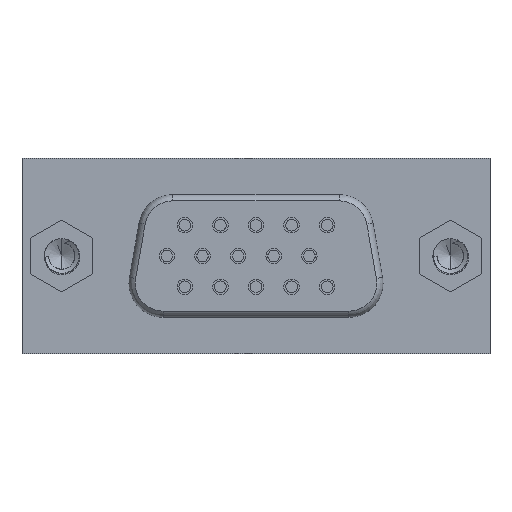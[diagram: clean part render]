
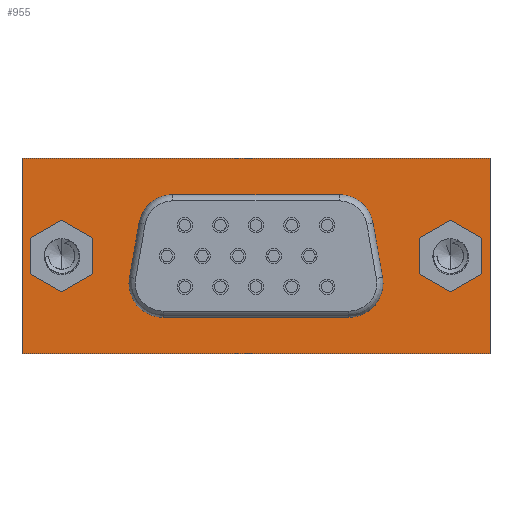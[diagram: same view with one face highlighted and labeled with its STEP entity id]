
A CAD part, front view. The second image highlights one B-rep face of the part: STEP entity #955.
In plain terms, the highlighted planar face has unit normal (0, -1, 0).
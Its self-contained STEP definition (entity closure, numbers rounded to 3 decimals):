
#111=CARTESIAN_POINT('',(1.581,7.2,-2.743));
#112=VERTEX_POINT('',#111);
#119=CARTESIAN_POINT('',(0.964,7.2,-6.243));
#120=VERTEX_POINT('',#119);
#121=CARTESIAN_POINT('',(0.964,7.2,-6.243));
#122=DIRECTION('',(0.174,0.,0.985));
#123=VECTOR('',#122,3.554);
#124=LINE('',#121,#123);
#125=EDGE_CURVE('',#120,#112,#124,.T.);
#209=CARTESIAN_POINT('',(3.13,7.2,-8.825));
#210=VERTEX_POINT('',#209);
#211=CARTESIAN_POINT('',(3.13,7.2,-6.625));
#212=DIRECTION('',(0.,0.,-1.));
#213=DIRECTION('',(0.,1.,0.));
#214=AXIS2_PLACEMENT_3D('',#211,#213,#212);
#215=CIRCLE('',#214,2.2);
#216=EDGE_CURVE('',#210,#120,#215,.T.);
#233=CARTESIAN_POINT('',(3.747,7.2,-0.925));
#234=VERTEX_POINT('',#233);
#241=CARTESIAN_POINT('',(3.747,7.2,-3.125));
#242=DIRECTION('',(-0.985,0.,0.174));
#243=DIRECTION('',(0.,1.,0.));
#244=AXIS2_PLACEMENT_3D('',#241,#243,#242);
#245=CIRCLE('',#244,2.2);
#246=EDGE_CURVE('',#112,#234,#245,.T.);
#325=CARTESIAN_POINT('',(15.07,7.2,-8.825));
#326=VERTEX_POINT('',#325);
#327=CARTESIAN_POINT('',(15.07,7.2,-8.825));
#328=DIRECTION('',(-1.,0.,0.));
#329=VECTOR('',#328,11.94);
#330=LINE('',#327,#329);
#331=EDGE_CURVE('',#326,#210,#330,.T.);
#348=CARTESIAN_POINT('',(14.453,7.2,-0.925));
#349=VERTEX_POINT('',#348);
#356=CARTESIAN_POINT('',(3.747,7.2,-0.925));
#357=DIRECTION('',(1.,0.,0.));
#358=VECTOR('',#357,10.706);
#359=LINE('',#356,#358);
#360=EDGE_CURVE('',#234,#349,#359,.T.);
#429=CARTESIAN_POINT('',(17.237,7.2,-6.243));
#430=VERTEX_POINT('',#429);
#431=CARTESIAN_POINT('',(15.07,7.2,-6.625));
#432=DIRECTION('',(0.985,0.,0.174));
#433=DIRECTION('',(0.,1.,0.));
#434=AXIS2_PLACEMENT_3D('',#431,#433,#432);
#435=CIRCLE('',#434,2.2);
#436=EDGE_CURVE('',#430,#326,#435,.T.);
#453=CARTESIAN_POINT('',(16.62,7.2,-2.743));
#454=VERTEX_POINT('',#453);
#461=CARTESIAN_POINT('',(14.453,7.2,-3.125));
#462=DIRECTION('',(0.,0.,1.));
#463=DIRECTION('',(0.,1.,0.));
#464=AXIS2_PLACEMENT_3D('',#461,#463,#462);
#465=CIRCLE('',#464,2.2);
#466=EDGE_CURVE('',#349,#454,#465,.T.);
#479=CARTESIAN_POINT('',(16.62,7.2,-2.743));
#480=DIRECTION('',(0.174,0.,-0.985));
#481=VECTOR('',#480,3.554);
#482=LINE('',#479,#481);
#483=EDGE_CURVE('',#454,#430,#482,.T.);
#806=CARTESIAN_POINT('',(9.1,7.2,-4.875));
#807=DIRECTION('',(0.,0.,1.));
#808=DIRECTION('',(0.,-1.,0.));
#809=AXIS2_PLACEMENT_3D('',#806,#808,#807);
#810=PLANE('',#809);
#811=CARTESIAN_POINT('',(-5.95,7.2,-11.15));
#812=VERTEX_POINT('',#811);
#813=CARTESIAN_POINT('',(24.15,7.2,-11.15));
#814=VERTEX_POINT('',#813);
#815=CARTESIAN_POINT('',(-5.95,7.2,-11.15));
#816=DIRECTION('',(1.,0.,0.));
#817=VECTOR('',#816,30.1);
#818=LINE('',#815,#817);
#819=EDGE_CURVE('',#812,#814,#818,.T.);
#820=ORIENTED_EDGE('',*,*,#819,.T.);
#821=CARTESIAN_POINT('',(24.15,7.2,1.4));
#822=VERTEX_POINT('',#821);
#823=CARTESIAN_POINT('',(24.15,7.2,-11.15));
#824=DIRECTION('',(0.,0.,1.));
#825=VECTOR('',#824,12.55);
#826=LINE('',#823,#825);
#827=EDGE_CURVE('',#814,#822,#826,.T.);
#828=ORIENTED_EDGE('',*,*,#827,.T.);
#829=CARTESIAN_POINT('',(-5.95,7.2,1.4));
#830=VERTEX_POINT('',#829);
#831=CARTESIAN_POINT('',(24.15,7.2,1.4));
#832=DIRECTION('',(-1.,0.,0.));
#833=VECTOR('',#832,30.1);
#834=LINE('',#831,#833);
#835=EDGE_CURVE('',#822,#830,#834,.T.);
#836=ORIENTED_EDGE('',*,*,#835,.T.);
#837=CARTESIAN_POINT('',(-5.95,7.2,1.4));
#838=DIRECTION('',(0.,0.,-1.));
#839=VECTOR('',#838,12.55);
#840=LINE('',#837,#839);
#841=EDGE_CURVE('',#830,#812,#840,.T.);
#842=ORIENTED_EDGE('',*,*,#841,.T.);
#843=EDGE_LOOP('',(#820,#828,#836,#842));
#844=FACE_OUTER_BOUND('',#843,.T.);
#845=CARTESIAN_POINT('',(-3.4,7.2,-2.566));
#846=VERTEX_POINT('',#845);
#847=CARTESIAN_POINT('',(-1.4,7.2,-3.72));
#848=VERTEX_POINT('',#847);
#849=CARTESIAN_POINT('',(-3.4,7.2,-2.566));
#850=DIRECTION('',(0.866,0.,-0.5));
#851=VECTOR('',#850,2.309);
#852=LINE('',#849,#851);
#853=EDGE_CURVE('',#846,#848,#852,.T.);
#854=ORIENTED_EDGE('',*,*,#853,.T.);
#855=CARTESIAN_POINT('',(-1.4,7.2,-6.03));
#856=VERTEX_POINT('',#855);
#857=CARTESIAN_POINT('',(-1.4,7.2,-3.72));
#858=DIRECTION('',(0.,0.,-1.));
#859=VECTOR('',#858,2.309);
#860=LINE('',#857,#859);
#861=EDGE_CURVE('',#848,#856,#860,.T.);
#862=ORIENTED_EDGE('',*,*,#861,.T.);
#863=CARTESIAN_POINT('',(-3.4,7.2,-7.184));
#864=VERTEX_POINT('',#863);
#865=CARTESIAN_POINT('',(-1.4,7.2,-6.03));
#866=DIRECTION('',(-0.866,0.,-0.5));
#867=VECTOR('',#866,2.309);
#868=LINE('',#865,#867);
#869=EDGE_CURVE('',#856,#864,#868,.T.);
#870=ORIENTED_EDGE('',*,*,#869,.T.);
#871=CARTESIAN_POINT('',(-5.4,7.2,-6.03));
#872=VERTEX_POINT('',#871);
#873=CARTESIAN_POINT('',(-3.4,7.2,-7.184));
#874=DIRECTION('',(-0.866,0.,0.5));
#875=VECTOR('',#874,2.309);
#876=LINE('',#873,#875);
#877=EDGE_CURVE('',#864,#872,#876,.T.);
#878=ORIENTED_EDGE('',*,*,#877,.T.);
#879=CARTESIAN_POINT('',(-5.4,7.2,-3.72));
#880=VERTEX_POINT('',#879);
#881=CARTESIAN_POINT('',(-5.4,7.2,-6.03));
#882=DIRECTION('',(0.,0.,1.));
#883=VECTOR('',#882,2.309);
#884=LINE('',#881,#883);
#885=EDGE_CURVE('',#872,#880,#884,.T.);
#886=ORIENTED_EDGE('',*,*,#885,.T.);
#887=CARTESIAN_POINT('',(-5.4,7.2,-3.72));
#888=DIRECTION('',(0.866,0.,0.5));
#889=VECTOR('',#888,2.309);
#890=LINE('',#887,#889);
#891=EDGE_CURVE('',#880,#846,#890,.T.);
#892=ORIENTED_EDGE('',*,*,#891,.T.);
#893=EDGE_LOOP('',(#854,#862,#870,#878,#886,#892));
#894=FACE_BOUND('',#893,.T.);
#895=CARTESIAN_POINT('',(23.6,7.2,-3.72));
#896=VERTEX_POINT('',#895);
#897=CARTESIAN_POINT('',(23.6,7.2,-6.03));
#898=VERTEX_POINT('',#897);
#899=CARTESIAN_POINT('',(23.6,7.2,-3.72));
#900=DIRECTION('',(0.,0.,-1.));
#901=VECTOR('',#900,2.309);
#902=LINE('',#899,#901);
#903=EDGE_CURVE('',#896,#898,#902,.T.);
#904=ORIENTED_EDGE('',*,*,#903,.T.);
#905=CARTESIAN_POINT('',(21.6,7.2,-7.184));
#906=VERTEX_POINT('',#905);
#907=CARTESIAN_POINT('',(23.6,7.2,-6.03));
#908=DIRECTION('',(-0.866,0.,-0.5));
#909=VECTOR('',#908,2.309);
#910=LINE('',#907,#909);
#911=EDGE_CURVE('',#898,#906,#910,.T.);
#912=ORIENTED_EDGE('',*,*,#911,.T.);
#913=CARTESIAN_POINT('',(19.6,7.2,-6.03));
#914=VERTEX_POINT('',#913);
#915=CARTESIAN_POINT('',(21.6,7.2,-7.184));
#916=DIRECTION('',(-0.866,0.,0.5));
#917=VECTOR('',#916,2.309);
#918=LINE('',#915,#917);
#919=EDGE_CURVE('',#906,#914,#918,.T.);
#920=ORIENTED_EDGE('',*,*,#919,.T.);
#921=CARTESIAN_POINT('',(19.6,7.2,-3.72));
#922=VERTEX_POINT('',#921);
#923=CARTESIAN_POINT('',(19.6,7.2,-6.03));
#924=DIRECTION('',(0.,0.,1.));
#925=VECTOR('',#924,2.309);
#926=LINE('',#923,#925);
#927=EDGE_CURVE('',#914,#922,#926,.T.);
#928=ORIENTED_EDGE('',*,*,#927,.T.);
#929=CARTESIAN_POINT('',(21.6,7.2,-2.566));
#930=VERTEX_POINT('',#929);
#931=CARTESIAN_POINT('',(19.6,7.2,-3.72));
#932=DIRECTION('',(0.866,0.,0.5));
#933=VECTOR('',#932,2.309);
#934=LINE('',#931,#933);
#935=EDGE_CURVE('',#922,#930,#934,.T.);
#936=ORIENTED_EDGE('',*,*,#935,.T.);
#937=CARTESIAN_POINT('',(21.6,7.2,-2.566));
#938=DIRECTION('',(0.866,0.,-0.5));
#939=VECTOR('',#938,2.309);
#940=LINE('',#937,#939);
#941=EDGE_CURVE('',#930,#896,#940,.T.);
#942=ORIENTED_EDGE('',*,*,#941,.T.);
#943=EDGE_LOOP('',(#904,#912,#920,#928,#936,#942));
#944=FACE_BOUND('',#943,.T.);
#945=ORIENTED_EDGE('',*,*,#483,.T.);
#946=ORIENTED_EDGE('',*,*,#436,.T.);
#947=ORIENTED_EDGE('',*,*,#331,.T.);
#948=ORIENTED_EDGE('',*,*,#216,.T.);
#949=ORIENTED_EDGE('',*,*,#125,.T.);
#950=ORIENTED_EDGE('',*,*,#246,.T.);
#951=ORIENTED_EDGE('',*,*,#360,.T.);
#952=ORIENTED_EDGE('',*,*,#466,.T.);
#953=EDGE_LOOP('',(#945,#946,#947,#948,#949,#950,#951,#952));
#954=FACE_BOUND('',#953,.T.);
#955=ADVANCED_FACE('',(#844,#894,#944,#954),#810,.T.);
